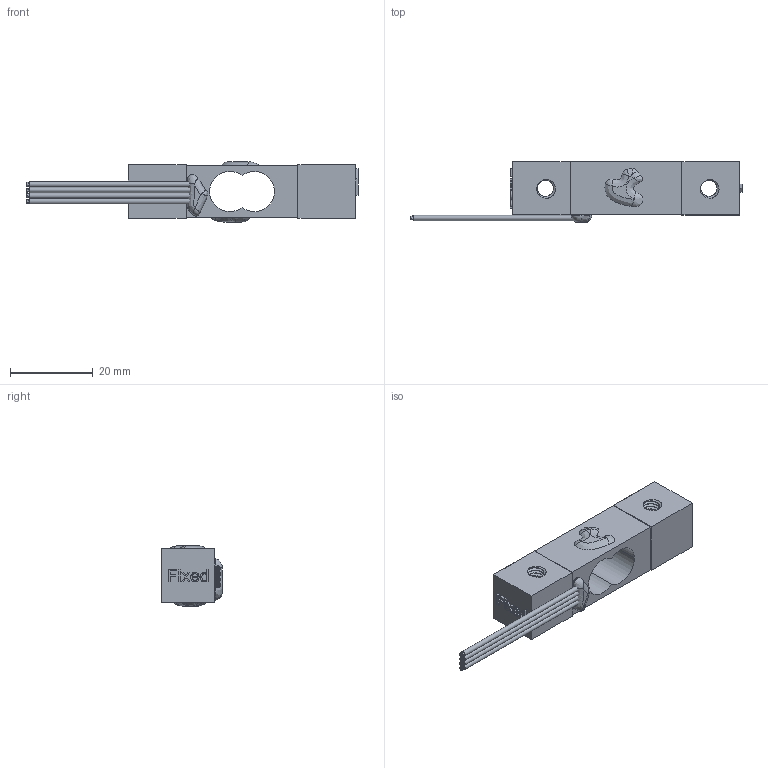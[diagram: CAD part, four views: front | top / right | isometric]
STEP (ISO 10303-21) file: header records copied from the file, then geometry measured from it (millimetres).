
FILE_DESCRIPTION(('HOOPS Exchange Step'),'2;1');
FILE_NAME('temp_export','2024-06-14T12:28:09-05:00',('hordonez'),('Shapr3D Limited'),'HOOPS Exchange 2024.2','Shapr3D','Authorized');
FILE_SCHEMA( ('AUTOMOTIVE_DESIGN { 1 0 10303 214 1 1 1 1 }') );
Length unit declared in the file: millimetre
Products named in the file (3): Wires; SEN-14729; root
Assembly tree (2 placements, depth 3):
  root
    SEN-14729
      Wires
Bounding box: 80.18 x 14.7 x 14.5 mm (x, y, z)
Volume: 7315.6 mm3; surface area: 4778.7 mm2
Topology: 5 solids, 5 shells, 233 faces, 651 edges, 455 vertices
Faces by surface type: plane 120, bspline 68, cylinder 45
Full cylindrical faces by diameter (mm): 0.32 x4, 1.27 x4, 5 x30
Entity records: 39650 total; most frequent: CARTESIAN_POINT 34440, ORIENTED_EDGE 1268, DIRECTION 646, EDGE_CURVE 634, VERTEX_POINT 453, B_SPLINE_CURVE_WITH_KNOTS 326, EDGE_LOOP 277, FACE_BOUND 277
